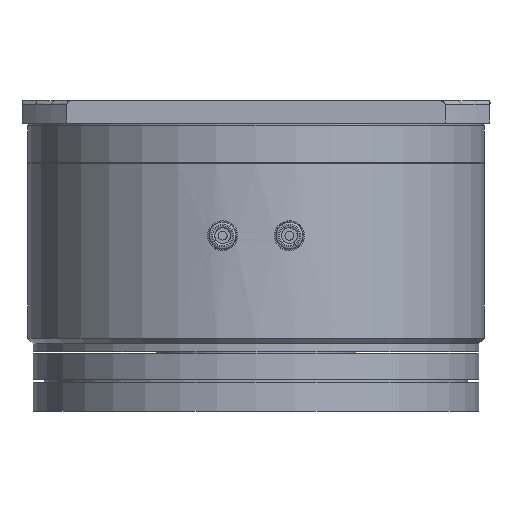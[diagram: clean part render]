
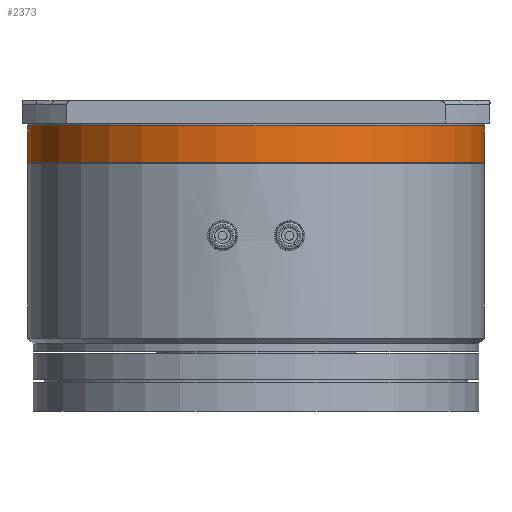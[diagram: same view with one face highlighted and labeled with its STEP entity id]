
A CAD part, front view. The second image highlights one B-rep face of the part: STEP entity #2373.
In plain terms, the highlighted cylindrical face has radius 20.5 mm (diameter 41 mm), a partial arc.
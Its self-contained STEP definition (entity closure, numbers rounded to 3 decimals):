
#44 = VECTOR ( 'NONE', #2272, 1000. ) ;
#435 = VERTEX_POINT ( 'NONE', #10044 ) ;
#477 = VERTEX_POINT ( 'NONE', #5404 ) ;
#662 = CARTESIAN_POINT ( 'NONE',  ( 0., 0., -5.55 ) ) ;
#916 = ORIENTED_EDGE ( 'NONE', *, *, #4759, .T. ) ;
#1576 = AXIS2_PLACEMENT_3D ( 'NONE', #2577, #7717, #5816 ) ;
#1925 = CARTESIAN_POINT ( 'NONE',  ( 20.5, 0., -5.55 ) ) ;
#2193 = FACE_OUTER_BOUND ( 'NONE', #3250, .T. ) ;
#2266 = ORIENTED_EDGE ( 'NONE', *, *, #5631, .F. ) ;
#2272 = DIRECTION ( 'NONE',  ( 0., 0., -1. ) ) ;
#2313 = CYLINDRICAL_SURFACE ( 'NONE', #1576, 20.5 ) ;
#2373 = ADVANCED_FACE ( 'NONE', ( #2193 ), #2313, .T. ) ;
#2577 = CARTESIAN_POINT ( 'NONE',  ( 0., 0., -11.43 ) ) ;
#2740 = CIRCLE ( 'NONE', #8905, 20.5 ) ;
#2941 = EDGE_CURVE ( 'NONE', #435, #5015, #5466, .T. ) ;
#3250 = EDGE_LOOP ( 'NONE', ( #2266, #916, #4129, #5867 ) ) ;
#3554 = CIRCLE ( 'NONE', #8121, 20.5 ) ;
#4054 = DIRECTION ( 'NONE',  ( 0., 0., -1. ) ) ;
#4129 = ORIENTED_EDGE ( 'NONE', *, *, #2941, .T. ) ;
#4759 = EDGE_CURVE ( 'NONE', #477, #435, #3554, .T. ) ;
#5015 = VERTEX_POINT ( 'NONE', #6674 ) ;
#5404 = CARTESIAN_POINT ( 'NONE',  ( 20.5, 0., -2.25 ) ) ;
#5466 = LINE ( 'NONE', #8792, #10314 ) ;
#5631 = EDGE_CURVE ( 'NONE', #477, #10870, #9115, .T. ) ;
#5679 = CARTESIAN_POINT ( 'NONE',  ( 20.5, 0., -11.43 ) ) ;
#5816 = DIRECTION ( 'NONE',  ( -1., 0., 0. ) ) ;
#5867 = ORIENTED_EDGE ( 'NONE', *, *, #7145, .F. ) ;
#6337 = DIRECTION ( 'NONE',  ( 0., 0., -1. ) ) ;
#6674 = CARTESIAN_POINT ( 'NONE',  ( -20.5, 0., -5.55 ) ) ;
#6793 = CARTESIAN_POINT ( 'NONE',  ( 0., 0., -2.25 ) ) ;
#7145 = EDGE_CURVE ( 'NONE', #10870, #5015, #2740, .T. ) ;
#7406 = DIRECTION ( 'NONE',  ( -1., 0., 0. ) ) ;
#7717 = DIRECTION ( 'NONE',  ( 0., 0., -1. ) ) ;
#8121 = AXIS2_PLACEMENT_3D ( 'NONE', #6793, #10713, #9011 ) ;
#8792 = CARTESIAN_POINT ( 'NONE',  ( -20.5, 0., -11.43 ) ) ;
#8905 = AXIS2_PLACEMENT_3D ( 'NONE', #662, #4054, #7406 ) ;
#9011 = DIRECTION ( 'NONE',  ( -1., 0., 0. ) ) ;
#9115 = LINE ( 'NONE', #5679, #44 ) ;
#10044 = CARTESIAN_POINT ( 'NONE',  ( -20.5, 0., -2.25 ) ) ;
#10314 = VECTOR ( 'NONE', #6337, 1000. ) ;
#10713 = DIRECTION ( 'NONE',  ( 0., 0., -1. ) ) ;
#10870 = VERTEX_POINT ( 'NONE', #1925 ) ;
